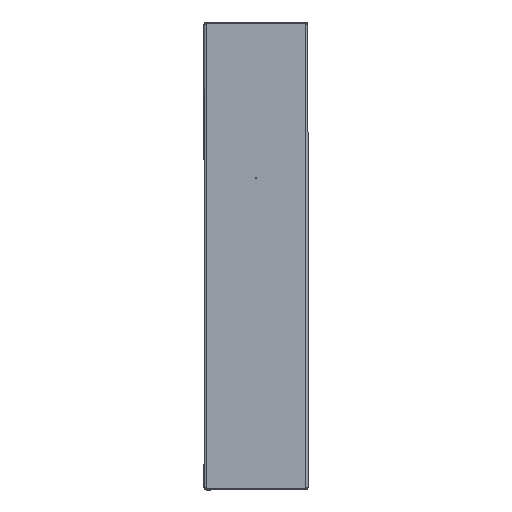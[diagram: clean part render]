
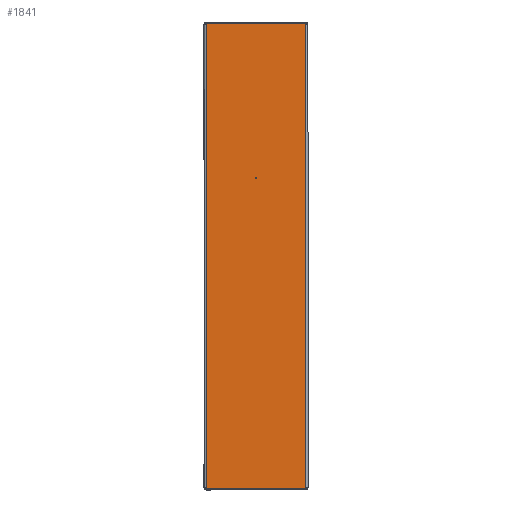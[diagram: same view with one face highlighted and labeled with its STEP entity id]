
A CAD part, left-side view. The second image highlights one B-rep face of the part: STEP entity #1841.
In plain terms, the highlighted face is planar.
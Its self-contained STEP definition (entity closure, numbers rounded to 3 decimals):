
#36 = DIRECTION ( 'NONE',  ( 1., 0., 0. ) ) ;
#73 = EDGE_CURVE ( 'NONE', #394, #1606, #2174, .T. ) ;
#196 = VERTEX_POINT ( 'NONE', #235 ) ;
#222 = ORIENTED_EDGE ( 'NONE', *, *, #1709, .T. ) ;
#235 = CARTESIAN_POINT ( 'NONE',  ( -447.66, 0., 0. ) ) ;
#313 = VECTOR ( 'NONE', #1941, 1000. ) ;
#317 = ORIENTED_EDGE ( 'NONE', *, *, #438, .T. ) ;
#394 = VERTEX_POINT ( 'NONE', #444 ) ;
#407 = CARTESIAN_POINT ( 'NONE',  ( 0., 0., 0. ) ) ;
#425 = EDGE_CURVE ( 'NONE', #1937, #196, #1233, .T. ) ;
#438 = EDGE_CURVE ( 'NONE', #196, #2392, #1986, .T. ) ;
#444 = CARTESIAN_POINT ( 'NONE',  ( -148.33, 48., 0. ) ) ;
#480 = CARTESIAN_POINT ( 'NONE',  ( 0., 0., 0. ) ) ;
#510 = LINE ( 'NONE', #1083, #1799 ) ;
#522 = CARTESIAN_POINT ( 'NONE',  ( 0., 96., 0. ) ) ;
#607 = ORIENTED_EDGE ( 'NONE', *, *, #425, .T. ) ;
#639 = DIRECTION ( 'NONE',  ( 1., 0., 0. ) ) ;
#656 = VECTOR ( 'NONE', #2344, 1000. ) ;
#786 = DIRECTION ( 'NONE',  ( 0., 0., -1. ) ) ;
#819 = CARTESIAN_POINT ( 'NONE',  ( 0., 0., 0. ) ) ;
#839 = CARTESIAN_POINT ( 'NONE',  ( -447.66, 0., 0. ) ) ;
#850 = CARTESIAN_POINT ( 'NONE',  ( -447.66, 96., 0. ) ) ;
#994 = ORIENTED_EDGE ( 'NONE', *, *, #1944, .T. ) ;
#1059 = FACE_BOUND ( 'NONE', #1254, .T. ) ;
#1083 = CARTESIAN_POINT ( 'NONE',  ( 0., 96., 0. ) ) ;
#1095 = DIRECTION ( 'NONE',  ( -1., 0., 0. ) ) ;
#1139 = EDGE_LOOP ( 'NONE', ( #222, #2060, #607, #317 ) ) ;
#1146 = VERTEX_POINT ( 'NONE', #522 ) ;
#1207 = DIRECTION ( 'NONE',  ( 1., 0., 0. ) ) ;
#1224 = CARTESIAN_POINT ( 'NONE',  ( 0., 0., 0. ) ) ;
#1230 = CARTESIAN_POINT ( 'NONE',  ( -149.33, 48., 0. ) ) ;
#1231 = AXIS2_PLACEMENT_3D ( 'NONE', #1563, #786, #1927 ) ;
#1233 = LINE ( 'NONE', #839, #656 ) ;
#1235 = ORIENTED_EDGE ( 'NONE', *, *, #73, .T. ) ;
#1254 = EDGE_LOOP ( 'NONE', ( #994, #1235 ) ) ;
#1363 = CARTESIAN_POINT ( 'NONE',  ( -148.83, 48., 0. ) ) ;
#1403 = PLANE ( 'NONE',  #1782 ) ;
#1421 = DIRECTION ( 'NONE',  ( 0., 0., -1. ) ) ;
#1563 = CARTESIAN_POINT ( 'NONE',  ( -148.83, 48., 0. ) ) ;
#1606 = VERTEX_POINT ( 'NONE', #1230 ) ;
#1709 = EDGE_CURVE ( 'NONE', #2392, #1146, #2283, .T. ) ;
#1782 = AXIS2_PLACEMENT_3D ( 'NONE', #1224, #2157, #639 ) ;
#1799 = VECTOR ( 'NONE', #1095, 1000. ) ;
#1818 = FACE_OUTER_BOUND ( 'NONE', #1139, .T. ) ;
#1841 = ADVANCED_FACE ( 'NONE', ( #1059, #1818 ), #1403, .T. ) ;
#1877 = AXIS2_PLACEMENT_3D ( 'NONE', #1363, #1421, #36 ) ;
#1927 = DIRECTION ( 'NONE',  ( 1., 0., 0. ) ) ;
#1937 = VERTEX_POINT ( 'NONE', #850 ) ;
#1941 = DIRECTION ( 'NONE',  ( 0., 1., 0. ) ) ;
#1944 = EDGE_CURVE ( 'NONE', #1606, #394, #2108, .T. ) ;
#1986 = LINE ( 'NONE', #480, #2122 ) ;
#2060 = ORIENTED_EDGE ( 'NONE', *, *, #2124, .T. ) ;
#2108 = CIRCLE ( 'NONE', #1877, 0.5 ) ;
#2122 = VECTOR ( 'NONE', #1207, 1000. ) ;
#2124 = EDGE_CURVE ( 'NONE', #1146, #1937, #510, .T. ) ;
#2157 = DIRECTION ( 'NONE',  ( 0., 0., 1. ) ) ;
#2174 = CIRCLE ( 'NONE', #1231, 0.5 ) ;
#2283 = LINE ( 'NONE', #819, #313 ) ;
#2344 = DIRECTION ( 'NONE',  ( 0., -1., 0. ) ) ;
#2392 = VERTEX_POINT ( 'NONE', #407 ) ;
